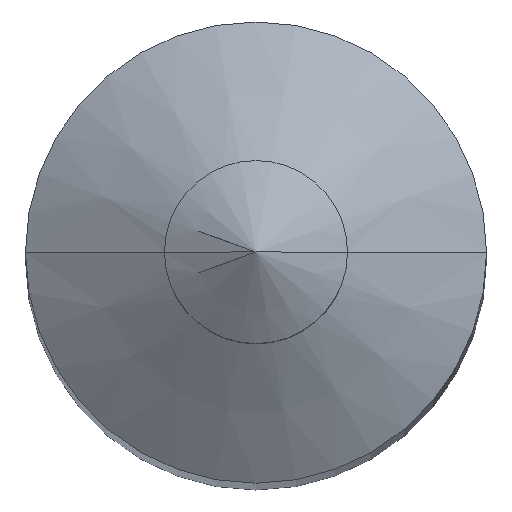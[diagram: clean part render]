
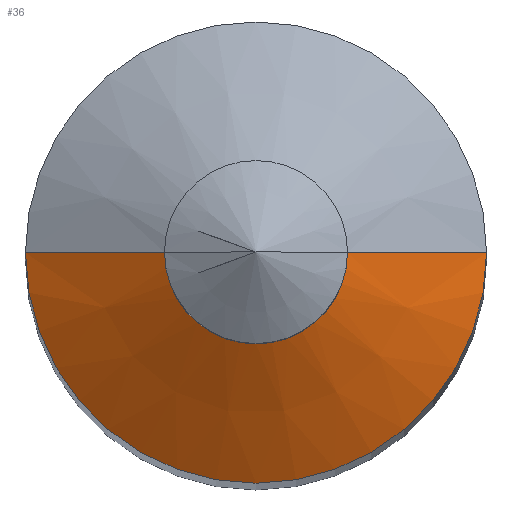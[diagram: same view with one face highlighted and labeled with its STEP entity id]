
A CAD part, top view. The second image highlights one B-rep face of the part: STEP entity #36.
In plain terms, the highlighted conical face has half-angle 60 degrees and reference radius 0.625 mm.
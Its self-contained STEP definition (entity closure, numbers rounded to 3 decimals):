
#36 = ADVANCED_FACE ( 'NONE', ( #117 ), #199, .T. ) ;
#53 = AXIS2_PLACEMENT_3D ( 'NONE', #273, #425, #491 ) ;
#64 = EDGE_CURVE ( 'NONE', #424, #467, #453, .T. ) ;
#96 = CIRCLE ( 'NONE', #361, 1.575 ) ;
#106 = DIRECTION ( 'NONE',  ( 0., 0., -1. ) ) ;
#117 = FACE_OUTER_BOUND ( 'NONE', #340, .T. ) ;
#122 = DIRECTION ( 'NONE',  ( 0., 0., -1. ) ) ;
#139 = CARTESIAN_POINT ( 'NONE',  ( -0.625, 0., 29.6 ) ) ;
#140 = CARTESIAN_POINT ( 'NONE',  ( 0., 0., 29.6 ) ) ;
#145 = AXIS2_PLACEMENT_3D ( 'NONE', #140, #106, #459 ) ;
#154 = EDGE_CURVE ( 'NONE', #424, #355, #429, .T. ) ;
#177 = CARTESIAN_POINT ( 'NONE',  ( -1.575, 0., 29.052 ) ) ;
#185 = EDGE_CURVE ( 'NONE', #467, #460, #225, .T. ) ;
#195 = CARTESIAN_POINT ( 'NONE',  ( 0.625, 0., 29.6 ) ) ;
#199 = CONICAL_SURFACE ( 'NONE', #53, 0.625, 1.047 ) ;
#215 = VECTOR ( 'NONE', #383, 1000. ) ;
#225 = LINE ( 'NONE', #312, #215 ) ;
#229 = DIRECTION ( 'NONE',  ( 0.866, 0., -0.5 ) ) ;
#244 = EDGE_CURVE ( 'NONE', #355, #460, #96, .T. ) ;
#273 = CARTESIAN_POINT ( 'NONE',  ( 0., 0., 29.6 ) ) ;
#292 = VECTOR ( 'NONE', #229, 1000. ) ;
#312 = CARTESIAN_POINT ( 'NONE',  ( -0.625, 0., 29.6 ) ) ;
#323 = CARTESIAN_POINT ( 'NONE',  ( 1.575, 0., 29.052 ) ) ;
#340 = EDGE_LOOP ( 'NONE', ( #360, #480, #351, #471 ) ) ;
#351 = ORIENTED_EDGE ( 'NONE', *, *, #185, .T. ) ;
#355 = VERTEX_POINT ( 'NONE', #323 ) ;
#360 = ORIENTED_EDGE ( 'NONE', *, *, #154, .F. ) ;
#361 = AXIS2_PLACEMENT_3D ( 'NONE', #394, #122, #426 ) ;
#366 = CARTESIAN_POINT ( 'NONE',  ( 0.625, 0., 29.6 ) ) ;
#383 = DIRECTION ( 'NONE',  ( -0.866, 0., -0.5 ) ) ;
#394 = CARTESIAN_POINT ( 'NONE',  ( 0., 0., 29.052 ) ) ;
#424 = VERTEX_POINT ( 'NONE', #366 ) ;
#425 = DIRECTION ( 'NONE',  ( 0., 0., -1. ) ) ;
#426 = DIRECTION ( 'NONE',  ( -1., 0., 0. ) ) ;
#429 = LINE ( 'NONE', #195, #292 ) ;
#453 = CIRCLE ( 'NONE', #145, 0.625 ) ;
#459 = DIRECTION ( 'NONE',  ( -1., 0., 0. ) ) ;
#460 = VERTEX_POINT ( 'NONE', #177 ) ;
#467 = VERTEX_POINT ( 'NONE', #139 ) ;
#471 = ORIENTED_EDGE ( 'NONE', *, *, #244, .F. ) ;
#480 = ORIENTED_EDGE ( 'NONE', *, *, #64, .T. ) ;
#491 = DIRECTION ( 'NONE',  ( -1., 0., 0. ) ) ;
